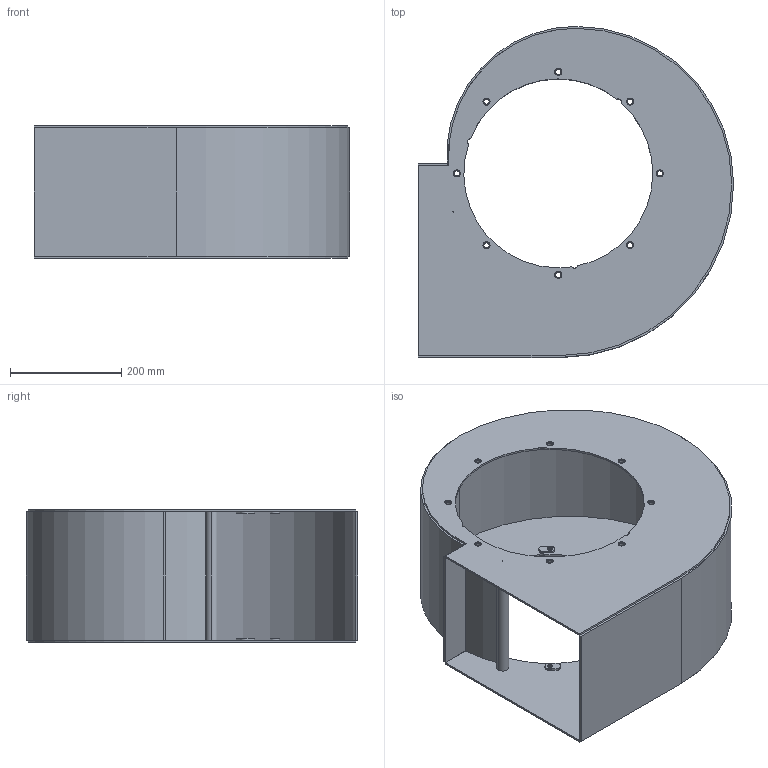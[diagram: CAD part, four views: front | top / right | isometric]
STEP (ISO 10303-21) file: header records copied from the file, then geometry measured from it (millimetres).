
FILE_DESCRIPTION (( 'STEP AP214' ), '1' );
FILE_NAME ('34101 (HDBI-120 Housing).STEP', '2021-04-20T21:57:52', ( '' ), ( '' ), 'SwSTEP 2.0', 'SolidWorks 2019', '' );
FILE_SCHEMA (( 'AUTOMOTIVE_DESIGN' ));
Length unit declared in the file: inch
Products named in the file (1): 34101 (HDBI-120 Housing)
Bounding box: 566.56 x 595.15 x 238.12 mm (x, y, z)
Volume: 2634752 mm3; surface area: 1576081.8 mm2
Topology: 21 solids, 21 shells, 264 faces, 618 edges, 412 vertices
Faces by surface type: cylinder 160, plane 104
Entity records: 11126 total; most frequent: DIRECTION 1468, CARTESIAN_POINT 1295, ORIENTED_EDGE 1236, EDGE_CURVE 618, AXIS2_PLACEMENT_3D 585, VERTEX_POINT 412, EDGE_LOOP 354, CIRCLE 320
